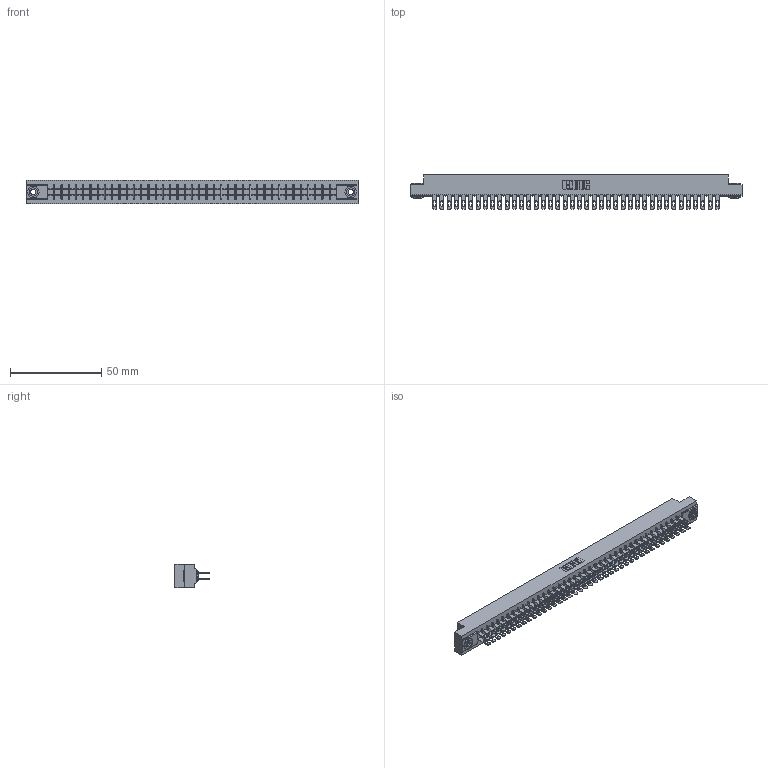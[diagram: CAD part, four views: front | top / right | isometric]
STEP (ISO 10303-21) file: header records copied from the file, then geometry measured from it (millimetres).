
FILE_DESCRIPTION (( 'STEP AP203' ), '1' );
FILE_NAME ('355-080-500-503.STEP', '2019-09-13T14:21:03', ( '' ), ( '' ), 'SwSTEP 2.0', 'SolidWorks 2016', '' );
FILE_SCHEMA (( 'CONFIG_CONTROL_DESIGN' ));
Length unit declared in the file: inch
Products named in the file (4): 345-250-002_345-250-002-102; 305-290-001_500; 355-080-500-503; 305 Part_.156 Dia
Assembly tree (83 placements, depth 2):
  355-080-500-503
    305 Part_.156 Dia
    305-290-001_500  x80
    345-250-002_345-250-002-102  x2
Bounding box: 181.51 x 18.85 x 12.7 mm (x, y, z)
Volume: 18619.2 mm3; surface area: 26344.3 mm2
Topology: 83 solids, 83 shells, 4168 faces, 11908 edges, 7720 vertices
Faces by surface type: plane 2332, cylinder 1668, sphere 160, cone 8
Entity records: 44640 total; most frequent: CARTESIAN_POINT 7367, ORIENTED_EDGE 7304, DIRECTION 7146, EDGE_CURVE 3652, LINE 2940, VECTOR 2940, VERTEX_POINT 2324, AXIS2_PLACEMENT_3D 2103
